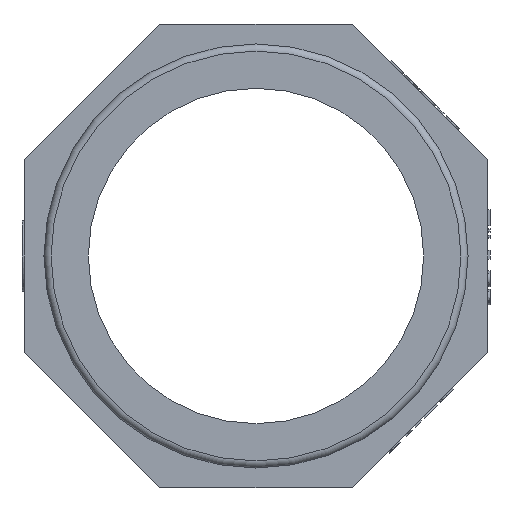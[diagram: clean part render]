
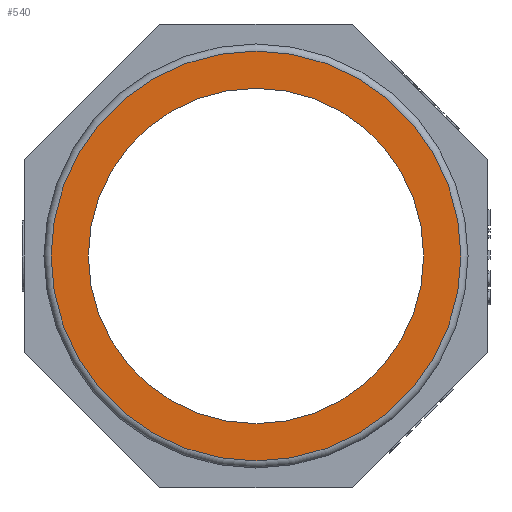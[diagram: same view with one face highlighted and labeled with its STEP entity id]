
A CAD part, left-side view. The second image highlights one B-rep face of the part: STEP entity #540.
In plain terms, the highlighted planar face has unit normal (-1, 0, 0).
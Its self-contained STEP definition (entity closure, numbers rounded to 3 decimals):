
#540 = ADVANCED_FACE( '', ( #1194, #1195 ), #1196, .F. );
#1194 = FACE_OUTER_BOUND( '', #1989, .T. );
#1195 = FACE_BOUND( '', #1990, .T. );
#1196 = PLANE( '', #1991 );
#1989 = EDGE_LOOP( '', ( #3792 ) );
#1990 = EDGE_LOOP( '', ( #3793 ) );
#1991 = AXIS2_PLACEMENT_3D( '', #3794, #3795, #3796 );
#3792 = ORIENTED_EDGE( '', *, *, #5312, .T. );
#3793 = ORIENTED_EDGE( '', *, *, #5313, .F. );
#3794 = CARTESIAN_POINT( '', ( -48., 0., 26.61 ) );
#3795 = DIRECTION( '', ( 1., 0., 0. ) );
#3796 = DIRECTION( '', ( 0., 0., -1. ) );
#5312 = EDGE_CURVE( '', #6488, #6488, #6489, .F. );
#5313 = EDGE_CURVE( '', #6490, #6490, #6491, .T. );
#6488 = VERTEX_POINT( '', #8656 );
#6489 = CIRCLE( '', #8657, 28.72 );
#6490 = VERTEX_POINT( '', #8658 );
#6491 = CIRCLE( '', #8659, 23.5 );
#8656 = CARTESIAN_POINT( '', ( -48., 0., -28.72 ) );
#8657 = AXIS2_PLACEMENT_3D( '', #9439, #9440, #9441 );
#8658 = CARTESIAN_POINT( '', ( -48., 0., 23.5 ) );
#8659 = AXIS2_PLACEMENT_3D( '', #9442, #9443, #9444 );
#9439 = CARTESIAN_POINT( '', ( -48., 0., 0. ) );
#9440 = DIRECTION( '', ( 1., 0., 0. ) );
#9441 = DIRECTION( '', ( 0., 0., -1. ) );
#9442 = CARTESIAN_POINT( '', ( -48., 0., 0. ) );
#9443 = DIRECTION( '', ( -1., 0., 0. ) );
#9444 = DIRECTION( '', ( 0., 0., 1. ) );
